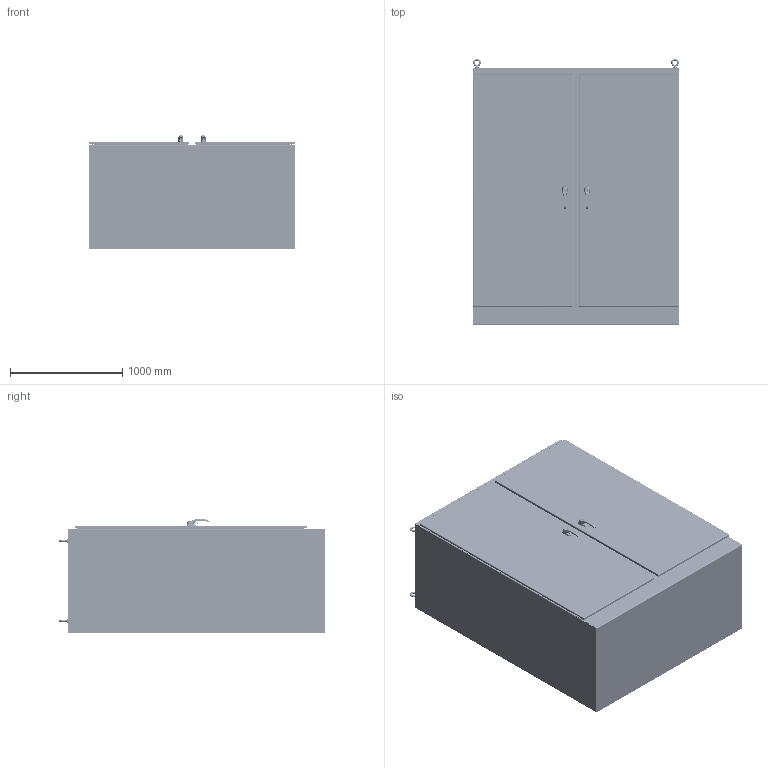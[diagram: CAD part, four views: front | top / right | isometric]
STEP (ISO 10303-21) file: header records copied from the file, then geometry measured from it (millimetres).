
FILE_DESCRIPTION(/* description */ ('ENCL., WRD, 2 DOOR, CS, NEMA4/IP66, 90X72X36'),/* implementation_level */ '2;1');
FILE_NAME(/* name */ 'WRD907236FSD4.stp',/* time_stamp */ '2021-03-22T16:19:32-05:00',/* author */ ('dnichola'),/* organization */ (''),/* preprocessor_version */ 'ST-DEVELOPER v18.1',/* originating_system */ 'Autodesk Inventor 2020',/* authorisation */ '');
FILE_SCHEMA (('AUTOMOTIVE_DESIGN { 1 0 10303 214 3 1 1 }'));
Products named in the file (54): WRD907236FSD4; 3065; WRD7236FSD4BTM; WRD7236FSD4TOP; WRD9072FSD4FB; WRD9072FSD4LDR; WRD9072FSD4RDR; HFW328202; 32450; 30221; LARGE_DOOR_ROD_ASSM-37031; HFW31712; 1091-903_AF0; 1091-903_AF0_1; 1091-903_AF0_2; PLASTIC-ROLLER-CAM_AF0_ASM; PLASTIC-ROLLER-CAM_AF1; 7379-M6-8X25_AF0; LOCK-NUT_AF0; SUPPORT-ROLL_AF0; 1091-BR11_AF0; 37031; ANSI B18.6.3 - 3/8-16 UNC - 1.75; HFW3762; 31215; 3862; HFW303132; HFW303131; WRD90FSD4MLR; WRD90FSD4RML; HFW316407_COMPRESSED; 12017; FUN00105; WRD9072FSD4FIP; WRD9036FSD4RS; HFW328201KN; HFW328201HR; HFW328201PIN; HFW328201POMCLIP; HFW372218 ...
Assembly tree (184 placements, depth 5):
  WRD907236FSD4
    38846  x8
    3065  x2
    WRD7236FSD4BTM
    WRD7236FSD4TOP
    WRD9072FSD4FB
    WRD9072FSD4LDR
    WRD9072FSD4RDR
    32450  x2
    HFW328201KN  x10
    HFW328201HR  x10
    HFW328201PIN  x10
    HFW328201POMCLIP  x10
    HFW372218  x20
    HFW390108  x20
    HFW328202  x10
    30221  x8
    LARGE_DOOR_ROD_ASSM-37031  x2
      HFW31712
        1091-903_AF0
          1091-903_AF0_1
          1091-903_AF0_2
        PLASTIC-ROLLER-CAM_AF0_ASM
          PLASTIC-ROLLER-CAM_AF1
          7379-M6-8X25_AF0
          LOCK-NUT_AF0
        SUPPORT-ROLL_AF0
        1091-BR11_AF0
      37031
      ANSI B18.6.3 - 3/8-16 UNC - 1.75
      HFW3762
      31215
      3862
    HFW303132  x2
    HFW303131  x2
    WRD90FSD4MLR
    WRD90FSD4RML
    HFW316407_COMPRESSED  x2
    12017  x2
    FUN00105  x8
    WRD9072FSD4FIP  x2
    WRD9036FSD4RS
    WRD9036FSD4LS
    349132  x4
    HFW3025  x4
    316298  x4
    HFW312002  x4
      CP10184202R01_Standard
        CP10184202R01_Deep Recess
        CP10184202R03 MODIFY
      CP10184202R02
      CP10184202R04
        _22030_0932_Spring_Plunger__1_b_2
        _22030_0932_Spring_Plunger__1_a_4
Bounding box: 1832.18 x 2368.49 x 1006.29 mm (x, y, z)
Volume: 52068155.7 mm3; surface area: 38060061.5 mm2
Topology: 205 solids, 3167 shells, 9286 faces, 30282 edges, 24378 vertices
Faces by surface type: plane 3454, cylinder 3182, bspline 1036, torus 686, cone 672, sphere 256
Full cylindrical faces by diameter (mm): 1.5 x4, 3.5 x4, 3.9 x2, 3.969 x8, 4.2 x4, 4.5 x4, 4.632 x220, 4.773 x4, 4.953 x20, 5 x10, 5.08 x20, 5.105 x64, 5.16 x40, 6 x6, 6.075 x56, 6.128 x4, 6.172 x4, 6.35 x292, 6.41 x4, 6.535 x32, 6.756 x28, 7.137 x6, 7.144 x4, 7.48 x20, 7.938 x4, 8 x2, 8.153 x4, 8.2 x2, 8.56 x8, 8.7 x4
Entity records: 208711 total; most frequent: CARTESIAN_POINT 111531, DIRECTION 18014, ORIENTED_EDGE 14500, EDGE_CURVE 10622, VERTEX_POINT 9202, AXIS2_PLACEMENT_3D 6597, LINE 4820, VECTOR 4820
